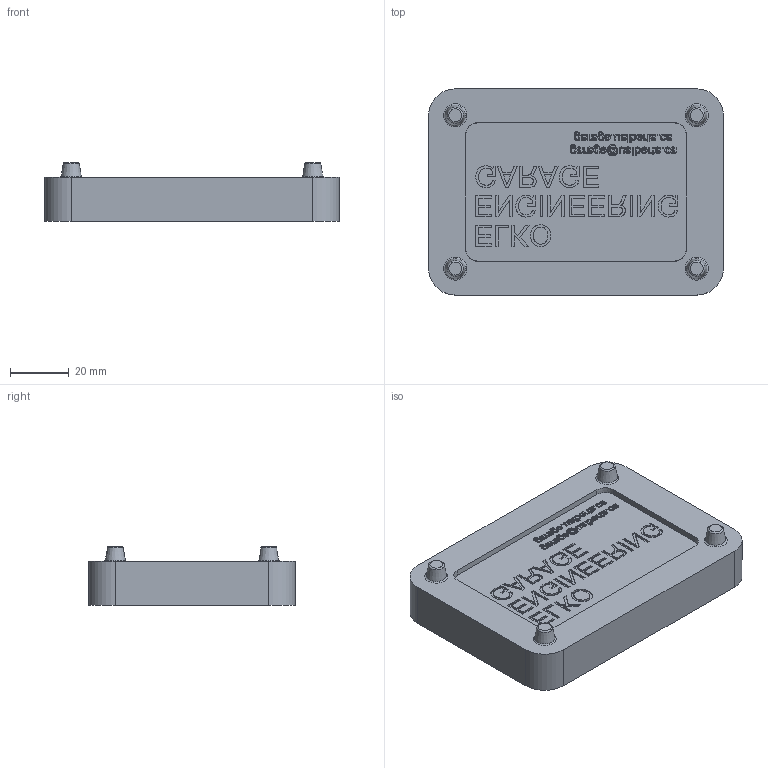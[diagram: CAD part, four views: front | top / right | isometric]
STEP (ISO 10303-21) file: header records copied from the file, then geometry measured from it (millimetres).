
FILE_DESCRIPTION(/* description */ (''),/* implementation_level */ '2;1');
FILE_NAME(/* name */ '3DPrintedMoldBottom.step',/* time_stamp */ '2024-01-18T02:57:24-07:00',/* author */ (''),/* organization */ (''),/* preprocessor_version */ 'ST-DEVELOPER v20',/* originating_system */ 'Autodesk Translation Framework v12.14.0.127',/* authorisation */ '');
FILE_SCHEMA (('AUTOMOTIVE_DESIGN { 1 0 10303 214 3 1 1 }'));
Length unit declared in the file: millimetre
Products named in the file (1): 3DPrintedMoldBottom
Bounding box: 100 x 70 x 20 mm (x, y, z)
Volume: 97332.1 mm3; surface area: 20092.8 mm2
Topology: 1 solids, 1 shells, 1045 faces, 2863 edges, 1906 vertices
Faces by surface type: bspline 520, plane 505, torus 8, cone 8, cylinder 4
Entity records: 37666 total; most frequent: CARTESIAN_POINT 14655, ORIENTED_EDGE 5726, DIRECTION 2915, EDGE_CURVE 2863, VERTEX_POINT 1906, LINE 1783, VECTOR 1783, EDGE_LOOP 1131
